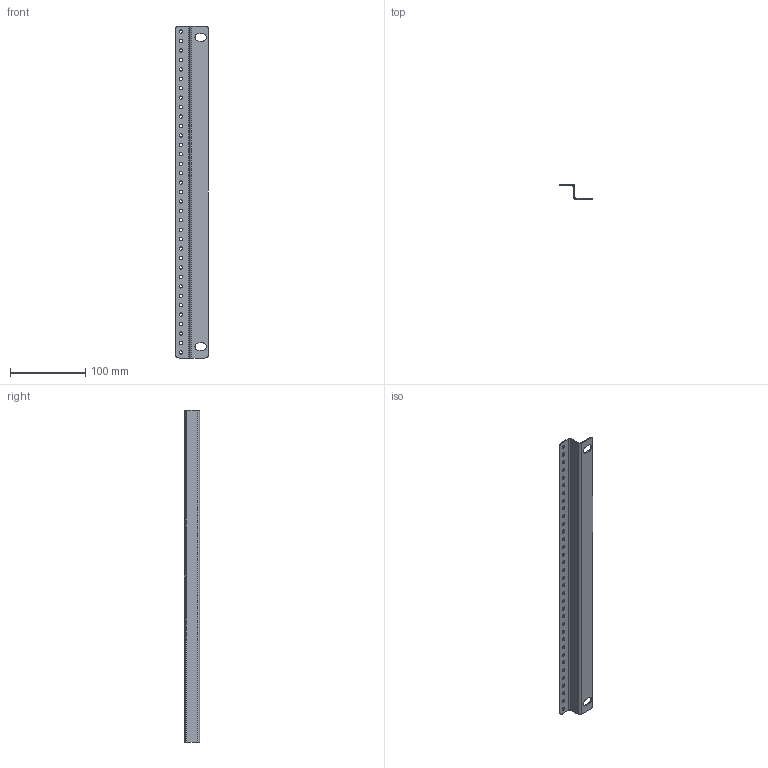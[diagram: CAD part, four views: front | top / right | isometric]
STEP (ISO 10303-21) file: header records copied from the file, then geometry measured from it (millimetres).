
FILE_DESCRIPTION (( 'STEP AP203' ), '1' );
FILE_NAME ('401.050.STEP', '2024-04-15T05:36:19', ( '' ), ( '' ), 'SwSTEP 2.0', 'SolidWorks 2021', '' );
FILE_SCHEMA (( 'CONFIG_CONTROL_DESIGN' ));
Length unit declared in the file: millimetre
Products named in the file (1): 401.050
Bounding box: 43.5 x 20 x 440 mm (x, y, z)
Volume: 38399.7 mm3; surface area: 53554.9 mm2
Topology: 1 solids, 1 shells, 104 faces, 290 edges, 188 vertices
Faces by surface type: cylinder 78, plane 22, bspline 4
Entity records: 3675 total; most frequent: CARTESIAN_POINT 675, DIRECTION 632, ORIENTED_EDGE 580, EDGE_CURVE 290, AXIS2_PLACEMENT_3D 257, VERTEX_POINT 188, EDGE_LOOP 178, CIRCLE 156
